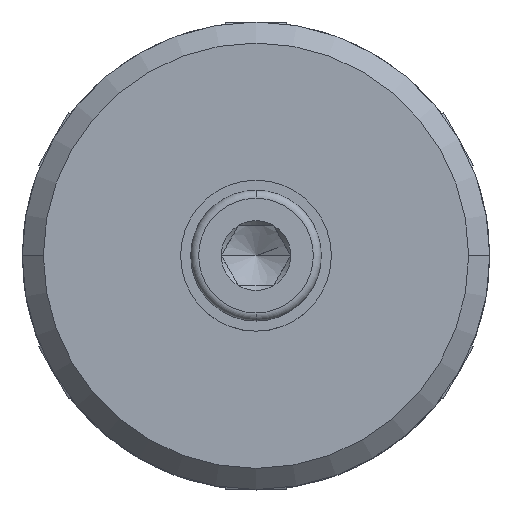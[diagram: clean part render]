
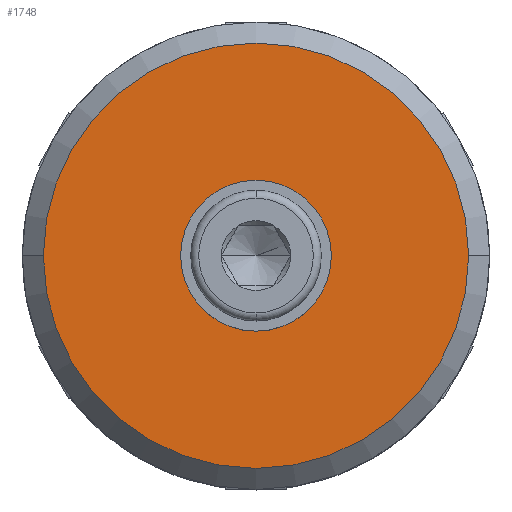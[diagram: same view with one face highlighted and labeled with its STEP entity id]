
A CAD part, top view. The second image highlights one B-rep face of the part: STEP entity #1748.
In plain terms, the highlighted planar face has unit normal (0, 0, 1).
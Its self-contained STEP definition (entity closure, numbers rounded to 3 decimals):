
#1336=VERTEX_POINT('',#3545);
#1698=EDGE_CURVE('',#1336,#1974,#3951,.T.);
#1748=ADVANCED_FACE('',(#4006,#4007),#4008,.T.);
#1974=VERTEX_POINT('',#4254);
#2144=VERTEX_POINT('',#4446);
#2264=EDGE_CURVE('',#1974,#1336,#4583,.T.);
#2324=EDGE_CURVE('',#2362,#2144,#4649,.T.);
#2362=VERTEX_POINT('',#4692);
#2896=EDGE_CURVE('',#2144,#2362,#5272,.T.);
#3545=CARTESIAN_POINT('',(-21.15,0.,34.6));
#3951=CIRCLE('',#6881,21.15);
#4006=FACE_OUTER_BOUND('',#7020,.T.);
#4007=FACE_BOUND('',#7021,.T.);
#4008=PLANE('',#7022);
#4254=CARTESIAN_POINT('',(21.15,0.0,34.6));
#4446=CARTESIAN_POINT('',(-7.5,0.,34.6));
#4583=CIRCLE('',#8053,21.15);
#4649=CIRCLE('',#8164,7.5);
#4692=CARTESIAN_POINT('',(7.5,0.0,34.6));
#5272=CIRCLE('',#9473,7.5);
#6881=AXIS2_PLACEMENT_3D('',#11048,#11049,#11050);
#7020=EDGE_LOOP('',(#11108,#11109));
#7021=EDGE_LOOP('',(#11110,#11111));
#7022=AXIS2_PLACEMENT_3D('',#11112,#11113,#11114);
#8053=AXIS2_PLACEMENT_3D('',#11813,#11814,#11815);
#8164=AXIS2_PLACEMENT_3D('',#11890,#11891,#11892);
#9473=AXIS2_PLACEMENT_3D('',#12519,#12520,#12521);
#11048=CARTESIAN_POINT('',(0.0,0.0,34.6));
#11049=DIRECTION('',(0.0,0.,-1.0));
#11050=DIRECTION('',(1.0,0.0,0.0));
#11108=ORIENTED_EDGE('',*,*,#2264,.F.);
#11109=ORIENTED_EDGE('',*,*,#1698,.F.);
#11110=ORIENTED_EDGE('',*,*,#2324,.T.);
#11111=ORIENTED_EDGE('',*,*,#2896,.T.);
#11112=CARTESIAN_POINT('',(10.575,0.0,34.6));
#11113=DIRECTION('',(0.0,0.,1.0));
#11114=DIRECTION('',(-1.0,0.0,0.0));
#11813=CARTESIAN_POINT('',(0.0,0.0,34.6));
#11814=DIRECTION('',(0.0,0.,-1.0));
#11815=DIRECTION('',(1.0,0.0,0.0));
#11890=CARTESIAN_POINT('',(0.0,0.0,34.6));
#11891=DIRECTION('',(0.0,0.0,-1.0));
#11892=DIRECTION('',(1.0,0.0,0.0));
#12519=CARTESIAN_POINT('',(0.0,0.0,34.6));
#12520=DIRECTION('',(0.0,0.0,-1.0));
#12521=DIRECTION('',(1.0,0.0,0.0));
